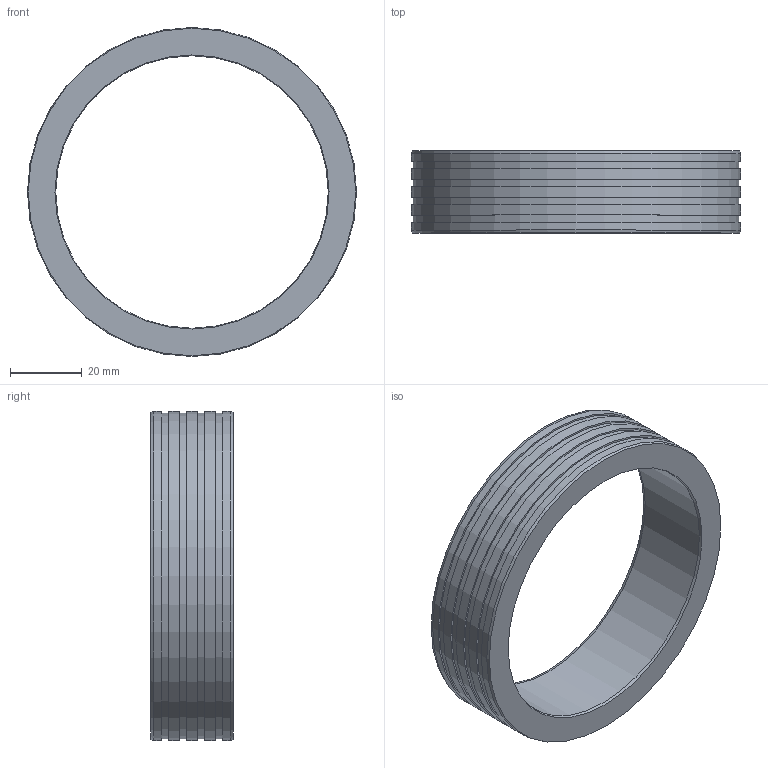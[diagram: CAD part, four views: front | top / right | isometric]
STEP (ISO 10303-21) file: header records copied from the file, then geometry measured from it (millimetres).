
FILE_DESCRIPTION(/* description */ (''),/* implementation_level */ '2;1');
FILE_NAME(/* name */ 'ACWA-0192_bague_teflon.step',/* time_stamp */ '2024-03-07T13:25:52+01:00',/* author */ (''),/* organization */ (''),/* preprocessor_version */ 'ST-DEVELOPER v20',/* originating_system */ 'Autodesk Translation Framework v12.20.1.177',/* authorisation */ '');
FILE_SCHEMA (('AUTOMOTIVE_DESIGN { 1 0 10303 214 3 1 1 }'));
Length unit declared in the file: millimetre
Products named in the file (1): ACWA-0192
Bounding box: 92 x 23 x 92 mm (x, y, z)
Volume: 46766.1 mm3; surface area: 17256 mm2
Topology: 1 solids, 1 shells, 24 faces, 42 edges, 28 vertices
Faces by surface type: plane 10, cylinder 10, cone 4
Full cylindrical faces by diameter (mm): 76.2 x1, 91 x4, 92 x5
Entity records: 638 total; most frequent: DIRECTION 120, CARTESIAN_POINT 95, ORIENTED_EDGE 84, AXIS2_PLACEMENT_3D 53, EDGE_CURVE 42, EDGE_LOOP 34, CIRCLE 28, VERTEX_POINT 28
